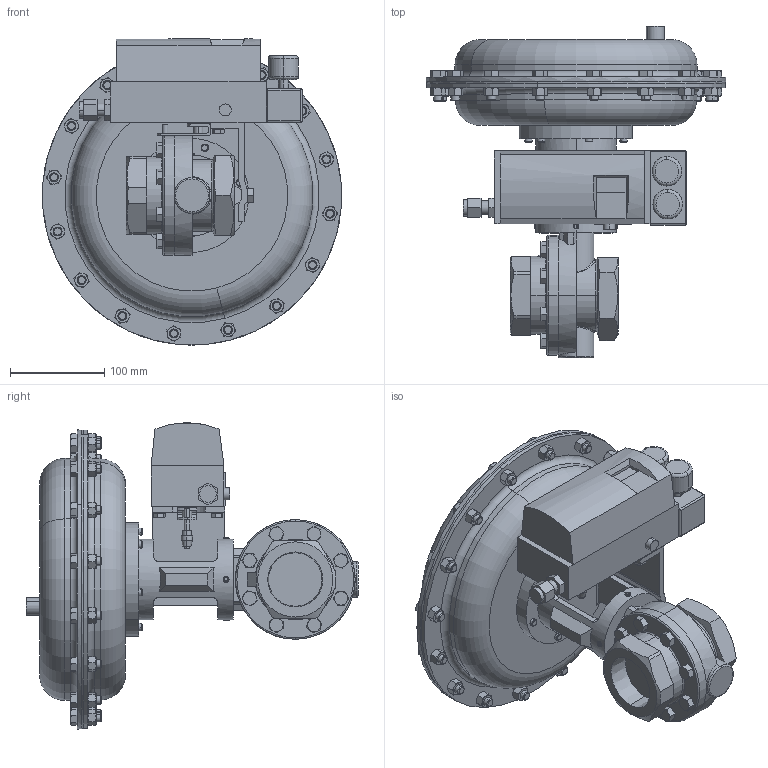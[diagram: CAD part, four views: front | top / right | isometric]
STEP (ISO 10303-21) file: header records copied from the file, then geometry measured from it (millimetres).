
FILE_DESCRIPTION (( 'STEP AP203' ), '1' );
FILE_NAME ('70SP-200-DI+BR-PT-55M-16IQ.STEP', '2017-09-12T11:55:25', ( '' ), ( '' ), 'SwSTEP 2.0', 'SolidWorks 2014', '' );
FILE_SCHEMA (( 'CONFIG_CONTROL_DESIGN' ));
Products named in the file (1): 70SP-200-DI+BR-PT-55M-16IQ
Bounding box: 317.5 x 352.17 x 324.83 mm (x, y, z)
Volume: 7316023.8 mm3; surface area: 441159.4 mm2
Topology: 1 solids, 1 shells, 1190 faces, 2776 edges, 1689 vertices
Faces by surface type: plane 525, cone 413, cylinder 171, bspline 53, torus 26, sphere 2
Entity records: 49352 total; most frequent: CARTESIAN_POINT 23650, ORIENTED_EDGE 5544, DIRECTION 4922, EDGE_CURVE 2772, AXIS2_PLACEMENT_3D 1925, VERTEX_POINT 1689, EDGE_LOOP 1299, FACE_OUTER_BOUND 1190
